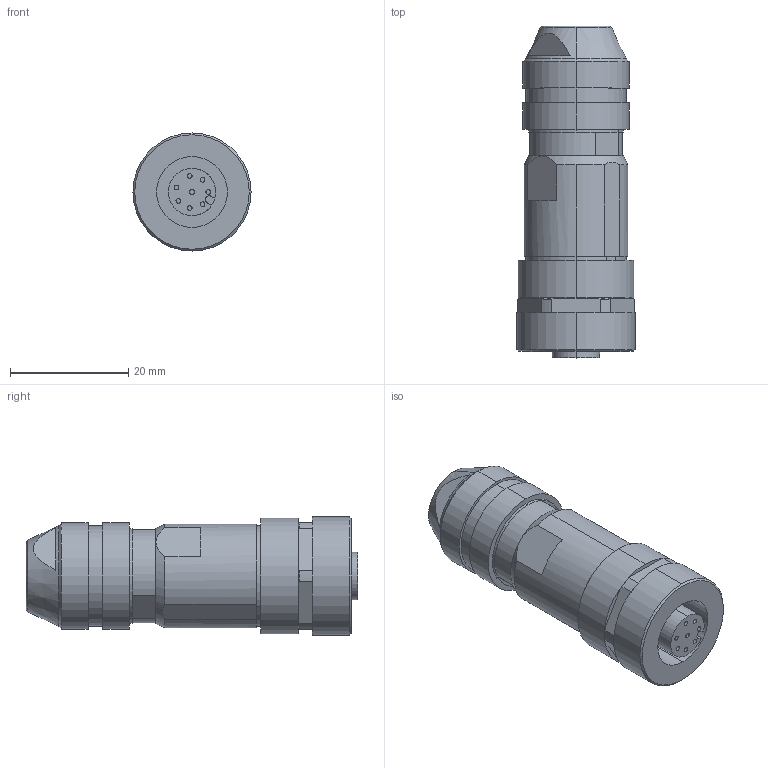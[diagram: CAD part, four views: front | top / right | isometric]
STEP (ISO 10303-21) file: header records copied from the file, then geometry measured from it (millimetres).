
FILE_DESCRIPTION (( 'STEP AP214' ), '1' );
FILE_NAME ('M12FT8AFS.STEP', '2019-02-28T15:48:16', ( '' ), ( '' ), 'SwSTEP 2.0', 'SolidWorks 2017', '' );
FILE_SCHEMA (( 'AUTOMOTIVE_DESIGN' ));
Length unit declared in the file: millimetre
Products named in the file (1): M12FT8AFS
Bounding box: 20 x 56.2 x 20 mm (x, y, z)
Volume: 8104.2 mm3; surface area: 13087.1 mm2
Topology: 8 solids, 8 shells, 292 faces, 743 edges, 490 vertices
Faces by surface type: plane 157, cylinder 96, cone 37, torus 2
Entity records: 9134 total; most frequent: CARTESIAN_POINT 1764, DIRECTION 1557, ORIENTED_EDGE 1486, EDGE_CURVE 743, AXIS2_PLACEMENT_3D 573, VERTEX_POINT 490, VECTOR 411, LINE 411
